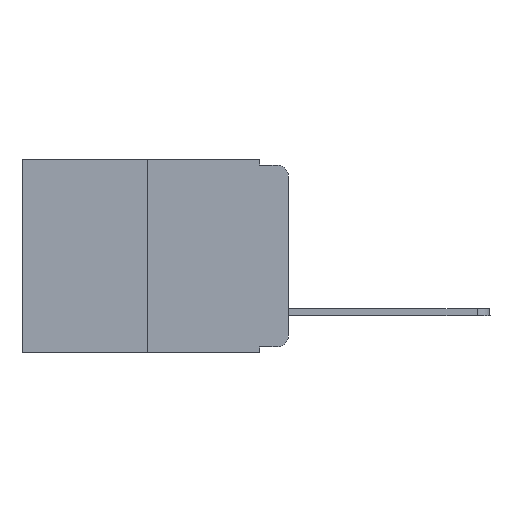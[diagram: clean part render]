
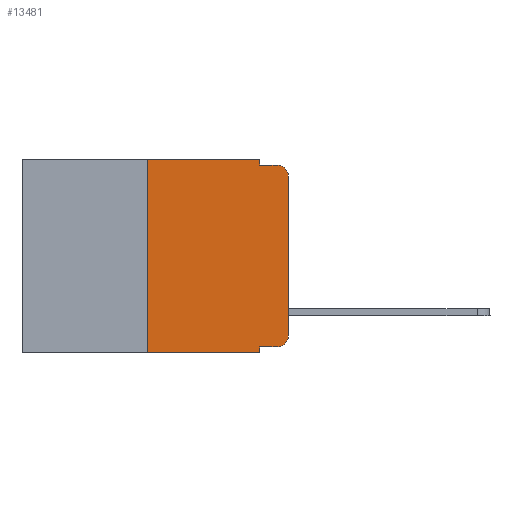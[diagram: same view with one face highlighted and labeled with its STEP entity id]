
A CAD part, left-side view. The second image highlights one B-rep face of the part: STEP entity #13481.
In plain terms, the highlighted planar face has unit normal (-1, 0, 0).
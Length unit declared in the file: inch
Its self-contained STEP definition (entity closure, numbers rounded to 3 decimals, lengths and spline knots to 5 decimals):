
#115 = EDGE_CURVE ( 'NONE', #12971, #6657, #14199, .T. ) ;
#158 = CARTESIAN_POINT ( 'NONE',  ( 0., 0.051, 0. ) ) ;
#451 = CIRCLE ( 'NONE', #458, 0.02 ) ;
#458 = AXIS2_PLACEMENT_3D ( 'NONE', #9209, #2117, #12847 ) ;
#530 = EDGE_CURVE ( 'NONE', #8844, #6795, #451, .T. ) ;
#653 = ORIENTED_EDGE ( 'NONE', *, *, #6815, .F. ) ;
#811 = ORIENTED_EDGE ( 'NONE', *, *, #7741, .T. ) ;
#885 = DIRECTION ( 'NONE',  ( 0., 0., 1. ) ) ;
#1034 = ORIENTED_EDGE ( 'NONE', *, *, #2675, .F. ) ;
#1203 = CARTESIAN_POINT ( 'NONE',  ( 0., 0.02, -0.333 ) ) ;
#1866 = CARTESIAN_POINT ( 'NONE',  ( 0., 0.473, -0.343 ) ) ;
#1886 = PLANE ( 'NONE',  #14452 ) ;
#1913 = ORIENTED_EDGE ( 'NONE', *, *, #7554, .F. ) ;
#1948 = DIRECTION ( 'NONE',  ( 0., 0., -1. ) ) ;
#2117 = DIRECTION ( 'NONE',  ( -1., 0., 0. ) ) ;
#2559 = DIRECTION ( 'NONE',  ( 0., 0., -1. ) ) ;
#2619 = DIRECTION ( 'NONE',  ( 1., 0., 0. ) ) ;
#2675 = EDGE_CURVE ( 'NONE', #14405, #4771, #11607, .T. ) ;
#3037 = VERTEX_POINT ( 'NONE', #6393 ) ;
#3142 = CARTESIAN_POINT ( 'NONE',  ( 0., 0., -0.313 ) ) ;
#3319 = CARTESIAN_POINT ( 'NONE',  ( 0., 0.051, -0.01 ) ) ;
#3769 = ORIENTED_EDGE ( 'NONE', *, *, #11861, .T. ) ;
#4356 = DIRECTION ( 'NONE',  ( 0., -1., 0. ) ) ;
#4365 = CARTESIAN_POINT ( 'NONE',  ( 0., 0.051, 0. ) ) ;
#4664 = VECTOR ( 'NONE', #2559, 39.37008 ) ;
#4747 = CARTESIAN_POINT ( 'NONE',  ( 0., 0.02, -0.03 ) ) ;
#4771 = VERTEX_POINT ( 'NONE', #3319 ) ;
#4839 = LINE ( 'NONE', #10467, #12018 ) ;
#4861 = FACE_OUTER_BOUND ( 'NONE', #13424, .T. ) ;
#4892 = AXIS2_PLACEMENT_3D ( 'NONE', #4747, #6038, #7220 ) ;
#4936 = VERTEX_POINT ( 'NONE', #8187 ) ;
#5346 = DIRECTION ( 'NONE',  ( 0., 0., 1. ) ) ;
#5559 = ORIENTED_EDGE ( 'NONE', *, *, #9796, .F. ) ;
#6038 = DIRECTION ( 'NONE',  ( -1., 0., 0. ) ) ;
#6393 = CARTESIAN_POINT ( 'NONE',  ( 0., 0.25, 0. ) ) ;
#6585 = CARTESIAN_POINT ( 'NONE',  ( 0., 0.25, 0. ) ) ;
#6657 = VERTEX_POINT ( 'NONE', #7551 ) ;
#6780 = ORIENTED_EDGE ( 'NONE', *, *, #115, .T. ) ;
#6795 = VERTEX_POINT ( 'NONE', #3142 ) ;
#6815 = EDGE_CURVE ( 'NONE', #12971, #3037, #14400, .T. ) ;
#6849 = CARTESIAN_POINT ( 'NONE',  ( 0., 0., 0. ) ) ;
#6948 = CARTESIAN_POINT ( 'NONE',  ( 0., 0.25, -0.343 ) ) ;
#7017 = DIRECTION ( 'NONE',  ( 0., -1., 0. ) ) ;
#7220 = DIRECTION ( 'NONE',  ( 0., 0., -1. ) ) ;
#7551 = CARTESIAN_POINT ( 'NONE',  ( 0., 0.051, -0.343 ) ) ;
#7554 = EDGE_CURVE ( 'NONE', #3037, #14405, #4839, .T. ) ;
#7567 = VERTEX_POINT ( 'NONE', #11501 ) ;
#7592 = ORIENTED_EDGE ( 'NONE', *, *, #14083, .F. ) ;
#7741 = EDGE_CURVE ( 'NONE', #4936, #7567, #12588, .T. ) ;
#7847 = CARTESIAN_POINT ( 'NONE',  ( 0., 0.051, -0.01 ) ) ;
#8187 = CARTESIAN_POINT ( 'NONE',  ( 0., 0., -0.03 ) ) ;
#8844 = VERTEX_POINT ( 'NONE', #1203 ) ;
#9013 = LINE ( 'NONE', #7847, #11954 ) ;
#9209 = CARTESIAN_POINT ( 'NONE',  ( 0., 0.02, -0.313 ) ) ;
#9306 = DIRECTION ( 'NONE',  ( 0., -1., 0. ) ) ;
#9796 = EDGE_CURVE ( 'NONE', #4771, #7567, #9013, .T. ) ;
#10010 = DIRECTION ( 'NONE',  ( 0., -1., 0. ) ) ;
#10386 = EDGE_CURVE ( 'NONE', #6795, #4936, #13760, .T. ) ;
#10467 = CARTESIAN_POINT ( 'NONE',  ( 0., 0.473, 0. ) ) ;
#10624 = CARTESIAN_POINT ( 'NONE',  ( 0., 0.051, -0.333 ) ) ;
#10823 = VERTEX_POINT ( 'NONE', #11039 ) ;
#11039 = CARTESIAN_POINT ( 'NONE',  ( 0., 0.051, -0.333 ) ) ;
#11064 = VECTOR ( 'NONE', #14865, 39.37008 ) ;
#11302 = VECTOR ( 'NONE', #10010, 39.37008 ) ;
#11501 = CARTESIAN_POINT ( 'NONE',  ( 0., 0.02, -0.01 ) ) ;
#11555 = ORIENTED_EDGE ( 'NONE', *, *, #10386, .T. ) ;
#11607 = LINE ( 'NONE', #13922, #11064 ) ;
#11781 = ORIENTED_EDGE ( 'NONE', *, *, #530, .T. ) ;
#11861 = EDGE_CURVE ( 'NONE', #10823, #8844, #12826, .T. ) ;
#11954 = VECTOR ( 'NONE', #4356, 39.37008 ) ;
#12018 = VECTOR ( 'NONE', #7017, 39.37008 ) ;
#12588 = CIRCLE ( 'NONE', #4892, 0.02 ) ;
#12826 = LINE ( 'NONE', #10624, #13547 ) ;
#12847 = DIRECTION ( 'NONE',  ( 0., 0., -1. ) ) ;
#12971 = VERTEX_POINT ( 'NONE', #6948 ) ;
#13004 = CARTESIAN_POINT ( 'NONE',  ( 0., 0.473, 0. ) ) ;
#13020 = VECTOR ( 'NONE', #885, 39.37008 ) ;
#13424 = EDGE_LOOP ( 'NONE', ( #11555, #811, #5559, #1034, #1913, #653, #6780, #7592, #3769, #11781 ) ) ;
#13481 = ADVANCED_FACE ( 'NONE', ( #4861 ), #1886, .F. ) ;
#13547 = VECTOR ( 'NONE', #9306, 39.37008 ) ;
#13760 = LINE ( 'NONE', #6849, #13020 ) ;
#13922 = CARTESIAN_POINT ( 'NONE',  ( 0., 0.051, 0. ) ) ;
#14021 = LINE ( 'NONE', #158, #4664 ) ;
#14083 = EDGE_CURVE ( 'NONE', #10823, #6657, #14021, .T. ) ;
#14199 = LINE ( 'NONE', #1866, #11302 ) ;
#14400 = LINE ( 'NONE', #6585, #14567 ) ;
#14405 = VERTEX_POINT ( 'NONE', #4365 ) ;
#14452 = AXIS2_PLACEMENT_3D ( 'NONE', #13004, #2619, #1948 ) ;
#14567 = VECTOR ( 'NONE', #5346, 39.37008 ) ;
#14865 = DIRECTION ( 'NONE',  ( 0., 0., -1. ) ) ;
